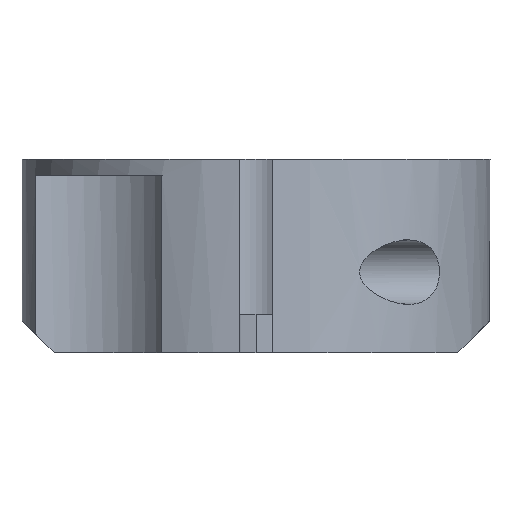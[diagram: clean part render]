
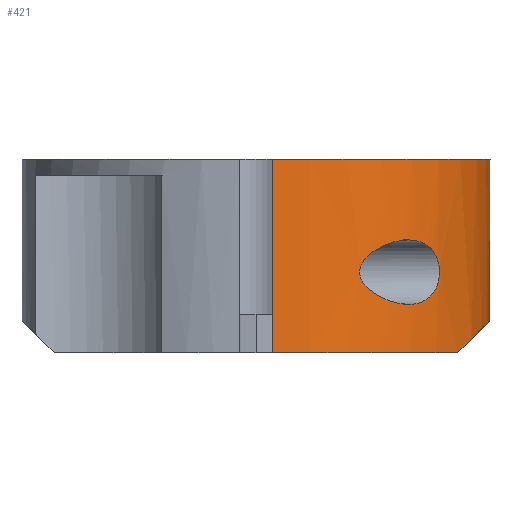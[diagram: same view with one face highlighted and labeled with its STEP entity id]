
A CAD part, left-side view. The second image highlights one B-rep face of the part: STEP entity #421.
In plain terms, the highlighted cylindrical face has radius 7.25 mm (diameter 14.5 mm), a partial arc.
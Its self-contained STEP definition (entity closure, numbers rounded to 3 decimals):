
#8 = CARTESIAN_POINT ( 'NONE',  ( -6.226, -3.715, 1.81 ) ) ;
#19 = CARTESIAN_POINT ( 'NONE',  ( -4.967, -5.283, 1.644 ) ) ;
#28 = EDGE_CURVE ( 'NONE', #1160, #762, #1486, .T. ) ;
#32 = CARTESIAN_POINT ( 'NONE',  ( -4.5, -5.685, 2.657 ) ) ;
#49 = CARTESIAN_POINT ( 'NONE',  ( -5.737, -4.436, 3.478 ) ) ;
#53 = EDGE_CURVE ( 'NONE', #166, #1160, #1859, .T. ) ;
#54 = AXIS2_PLACEMENT_3D ( 'NONE', #295, #897, #764 ) ;
#71 = CARTESIAN_POINT ( 'NONE',  ( -6.232, -3.708, 3.191 ) ) ;
#79 = ORIENTED_EDGE ( 'NONE', *, *, #1872, .T. ) ;
#126 = CARTESIAN_POINT ( 'NONE',  ( 2.413, -6.837, 6. ) ) ;
#150 = EDGE_LOOP ( 'NONE', ( #1679, #1111, #333, #1076, #607, #79, #1921 ) ) ;
#166 = VERTEX_POINT ( 'NONE', #695 ) ;
#187 = VECTOR ( 'NONE', #806, 1000. ) ;
#227 = VERTEX_POINT ( 'NONE', #1738 ) ;
#295 = CARTESIAN_POINT ( 'NONE',  ( 0., 0., 5.5 ) ) ;
#308 = CARTESIAN_POINT ( 'NONE',  ( 0., 0., 6. ) ) ;
#317 = DIRECTION ( 'NONE',  ( 0., 0., -1. ) ) ;
#323 = VERTEX_POINT ( 'NONE', #568 ) ;
#326 = DIRECTION ( 'NONE',  ( -1., 0., 0. ) ) ;
#333 = ORIENTED_EDGE ( 'NONE', *, *, #28, .T. ) ;
#346 = CARTESIAN_POINT ( 'NONE',  ( -6.487, -3.238, 2.682 ) ) ;
#347 = CARTESIAN_POINT ( 'NONE',  ( -5.5, -4.724, 1.5 ) ) ;
#354 = EDGE_CURVE ( 'NONE', #227, #1687, #1121, .T. ) ;
#405 = CARTESIAN_POINT ( 'NONE',  ( -5.5, -4.724, 1.5 ) ) ;
#421 = ADVANCED_FACE ( 'NONE', ( #1407, #1696 ), #610, .T. ) ;
#422 = CARTESIAN_POINT ( 'NONE',  ( -5.5, -4.724, 3.5 ) ) ;
#426 = AXIS2_PLACEMENT_3D ( 'NONE', #308, #1952, #1530 ) ;
#443 = CARTESIAN_POINT ( 'NONE',  ( -4.765, -5.465, 3.191 ) ) ;
#484 = CARTESIAN_POINT ( 'NONE',  ( -4.54, -5.654, 2.816 ) ) ;
#491 = CARTESIAN_POINT ( 'NONE',  ( -5.5, -4.724, 3.5 ) ) ;
#515 = CARTESIAN_POINT ( 'NONE',  ( -6.414, -3.381, 2.912 ) ) ;
#531 = AXIS2_PLACEMENT_3D ( 'NONE', #1070, #317, #326 ) ;
#535 = EDGE_CURVE ( 'NONE', #323, #1442, #1942, .T. ) ;
#568 = CARTESIAN_POINT ( 'NONE',  ( 5.27, -4.979, 5.5 ) ) ;
#573 = CARTESIAN_POINT ( 'NONE',  ( 5.27, -4.979, 6. ) ) ;
#593 = CARTESIAN_POINT ( 'NONE',  ( -5.291, -4.959, 3.485 ) ) ;
#601 = CARTESIAN_POINT ( 'NONE',  ( -5.735, -4.438, 1.522 ) ) ;
#607 = ORIENTED_EDGE ( 'NONE', *, *, #1509, .T. ) ;
#610 = CYLINDRICAL_SURFACE ( 'NONE', #531, 7.25 ) ;
#633 = CARTESIAN_POINT ( 'NONE',  ( -6.344, -3.51, 1.959 ) ) ;
#695 = CARTESIAN_POINT ( 'NONE',  ( -7.233, -0.5, 6. ) ) ;
#752 = CARTESIAN_POINT ( 'NONE',  ( -5.5, -4.724, 1.5 ) ) ;
#762 = VERTEX_POINT ( 'NONE', #1596 ) ;
#764 = DIRECTION ( 'NONE',  ( -1., 0., 0. ) ) ;
#784 = CARTESIAN_POINT ( 'NONE',  ( -4.675, -5.542, 1.916 ) ) ;
#794 = CARTESIAN_POINT ( 'NONE',  ( -5.621, -4.583, 3.5 ) ) ;
#806 = DIRECTION ( 'NONE',  ( 0., 0., -1. ) ) ;
#807 = CARTESIAN_POINT ( 'NONE',  ( -7.233, -0.5, 0. ) ) ;
#815 = B_SPLINE_CURVE_WITH_KNOTS ( 'NONE', 3,
 ( #752, #1971, #601, #1826, #1056, #1675, #8, #1716, #633, #1242, #1587, #958, #1250, #1864, #346, #1273, #515, #1887, #71, #1558, #1577, #49, #794, #491 ),
 .UNSPECIFIED., .F., .F.,
 ( 4, 2, 2, 2, 2, 2, 2, 2, 2, 2, 2, 4 ),
 ( 0., 0.001, 0.001, 0.001, 0.002, 0.002, 0.002, 0.002, 0.003, 0.003, 0.004, 0.004 ),
 .UNSPECIFIED. ) ;
#850 = DIRECTION ( 'NONE',  ( 0., 0., 1. ) ) ;
#864 = ORIENTED_EDGE ( 'NONE', *, *, #354, .T. ) ;
#880 = CARTESIAN_POINT ( 'NONE',  ( -4.673, -5.544, 3.082 ) ) ;
#893 = CARTESIAN_POINT ( 'NONE',  ( 2.413, -6.837, 0.587 ) ) ;
#897 = DIRECTION ( 'NONE',  ( 0., 0., 1. ) ) ;
#902 = CIRCLE ( 'NONE', #54, 7.25 ) ;
#920 = CARTESIAN_POINT ( 'NONE',  ( 0.363, -7.56, 1.31 ) ) ;
#951 = DIRECTION ( 'NONE',  ( 0., 0., 1. ) ) ;
#958 = CARTESIAN_POINT ( 'NONE',  ( -6.485, -3.241, 2.31 ) ) ;
#1056 = CARTESIAN_POINT ( 'NONE',  ( -6.048, -4.001, 1.655 ) ) ;
#1070 = CARTESIAN_POINT ( 'NONE',  ( 0., 0., 6. ) ) ;
#1073 = DIRECTION ( 'NONE',  ( -1., 0., 0. ) ) ;
#1076 = ORIENTED_EDGE ( 'NONE', *, *, #1627, .T. ) ;
#1080 = CARTESIAN_POINT ( 'NONE',  ( -7.233, -0.5, 6. ) ) ;
#1086 = CARTESIAN_POINT ( 'NONE',  ( -5.291, -4.959, 1.516 ) ) ;
#1100 = VERTEX_POINT ( 'NONE', #893 ) ;
#1111 = ORIENTED_EDGE ( 'NONE', *, *, #53, .T. ) ;
#1116 = CARTESIAN_POINT ( 'NONE',  ( 2.413, -6.837, 0.587 ) ) ;
#1121 = B_SPLINE_CURVE_WITH_KNOTS ( 'NONE', 3,
 ( #422, #1963, #593, #1197, #1647, #443, #880, #484, #32, #1398, #1837, #784, #1537, #19, #1263, #1086, #1606, #347 ),
 .UNSPECIFIED., .F., .F.,
 ( 4, 2, 2, 2, 2, 2, 2, 2, 4 ),
 ( 0.004, 0.005, 0.005, 0.006, 0.006, 0.007, 0.007, 0.008, 0.008 ),
 .UNSPECIFIED. ) ;
#1130 = CARTESIAN_POINT ( 'NONE',  ( 2.413, -6.837, 5.5 ) ) ;
#1160 = VERTEX_POINT ( 'NONE', #807 ) ;
#1185 = VECTOR ( 'NONE', #1561, 1000. ) ;
#1197 = CARTESIAN_POINT ( 'NONE',  ( -5.075, -5.18, 3.412 ) ) ;
#1208 =( BOUNDED_CURVE ( )  B_SPLINE_CURVE ( 3, ( #1252, #1244, #920, #1116 ),
 .UNSPECIFIED., .F., .F. ) 
 B_SPLINE_CURVE_WITH_KNOTS ( ( 4, 4 ),
 ( 2.61, 3.481 ),
 .UNSPECIFIED. ) 
 CURVE ( )  GEOMETRIC_REPRESENTATION_ITEM ( )  RATIONAL_B_SPLINE_CURVE ( ( 1., 0.938, 0.938, 1. ) ) 
 REPRESENTATION_ITEM ( '' )  );
#1218 = LINE ( 'NONE', #126, #1185 ) ;
#1242 = CARTESIAN_POINT ( 'NONE',  ( -6.411, -3.386, 2.082 ) ) ;
#1244 = CARTESIAN_POINT ( 'NONE',  ( -1.8, -7.352, 1.102 ) ) ;
#1250 = CARTESIAN_POINT ( 'NONE',  ( -6.5, -3.212, 2.401 ) ) ;
#1252 = CARTESIAN_POINT ( 'NONE',  ( -3.674, -6.25, 0. ) ) ;
#1263 = CARTESIAN_POINT ( 'NONE',  ( -5.077, -5.178, 1.587 ) ) ;
#1273 = CARTESIAN_POINT ( 'NONE',  ( -6.443, -3.324, 2.842 ) ) ;
#1281 = VERTEX_POINT ( 'NONE', #1130 ) ;
#1290 = CIRCLE ( 'NONE', #426, 7.25 ) ;
#1398 = CARTESIAN_POINT ( 'NONE',  ( -4.5, -5.684, 2.34 ) ) ;
#1407 = FACE_BOUND ( 'NONE', #1432, .T. ) ;
#1427 = EDGE_CURVE ( 'NONE', #166, #1442, #1290, .T. ) ;
#1432 = EDGE_LOOP ( 'NONE', ( #864, #1953 ) ) ;
#1442 = VERTEX_POINT ( 'NONE', #1799 ) ;
#1486 = CIRCLE ( 'NONE', #1776, 7.25 ) ;
#1509 = EDGE_CURVE ( 'NONE', #1100, #1281, #1218, .T. ) ;
#1530 = DIRECTION ( 'NONE',  ( -1., 0., 0. ) ) ;
#1537 = CARTESIAN_POINT ( 'NONE',  ( -4.767, -5.464, 1.808 ) ) ;
#1558 = CARTESIAN_POINT ( 'NONE',  ( -6.051, -3.997, 3.343 ) ) ;
#1561 = DIRECTION ( 'NONE',  ( 0., 0., 1. ) ) ;
#1577 = CARTESIAN_POINT ( 'NONE',  ( -5.951, -4.145, 3.4 ) ) ;
#1587 = CARTESIAN_POINT ( 'NONE',  ( -6.441, -3.329, 2.151 ) ) ;
#1596 = CARTESIAN_POINT ( 'NONE',  ( -3.674, -6.25, 0. ) ) ;
#1606 = CARTESIAN_POINT ( 'NONE',  ( -5.397, -4.844, 1.5 ) ) ;
#1627 = EDGE_CURVE ( 'NONE', #762, #1100, #1208, .T. ) ;
#1647 = CARTESIAN_POINT ( 'NONE',  ( -4.968, -5.282, 3.356 ) ) ;
#1675 = CARTESIAN_POINT ( 'NONE',  ( -6.184, -3.785, 1.768 ) ) ;
#1679 = ORIENTED_EDGE ( 'NONE', *, *, #1427, .F. ) ;
#1687 = VERTEX_POINT ( 'NONE', #405 ) ;
#1696 = FACE_OUTER_BOUND ( 'NONE', #150, .T. ) ;
#1716 = CARTESIAN_POINT ( 'NONE',  ( -6.306, -3.578, 1.905 ) ) ;
#1738 = CARTESIAN_POINT ( 'NONE',  ( -5.5, -4.724, 3.5 ) ) ;
#1776 = AXIS2_PLACEMENT_3D ( 'NONE', #1889, #951, #1073 ) ;
#1799 = CARTESIAN_POINT ( 'NONE',  ( 5.27, -4.979, 6. ) ) ;
#1826 = CARTESIAN_POINT ( 'NONE',  ( -5.948, -4.149, 1.599 ) ) ;
#1837 = CARTESIAN_POINT ( 'NONE',  ( -4.54, -5.653, 2.183 ) ) ;
#1859 = LINE ( 'NONE', #1080, #187 ) ;
#1864 = CARTESIAN_POINT ( 'NONE',  ( -6.5, -3.21, 2.589 ) ) ;
#1872 = EDGE_CURVE ( 'NONE', #1281, #323, #902, .T. ) ;
#1877 = VECTOR ( 'NONE', #850, 1000. ) ;
#1887 = CARTESIAN_POINT ( 'NONE',  ( -6.314, -3.565, 3.097 ) ) ;
#1889 = CARTESIAN_POINT ( 'NONE',  ( 0., 0., 0. ) ) ;
#1916 = EDGE_CURVE ( 'NONE', #1687, #227, #815, .T. ) ;
#1921 = ORIENTED_EDGE ( 'NONE', *, *, #535, .T. ) ;
#1942 = LINE ( 'NONE', #573, #1877 ) ;
#1952 = DIRECTION ( 'NONE',  ( 0., 0., 1. ) ) ;
#1953 = ORIENTED_EDGE ( 'NONE', *, *, #1916, .T. ) ;
#1963 = CARTESIAN_POINT ( 'NONE',  ( -5.397, -4.843, 3.5 ) ) ;
#1971 = CARTESIAN_POINT ( 'NONE',  ( -5.622, -4.582, 1.5 ) ) ;
